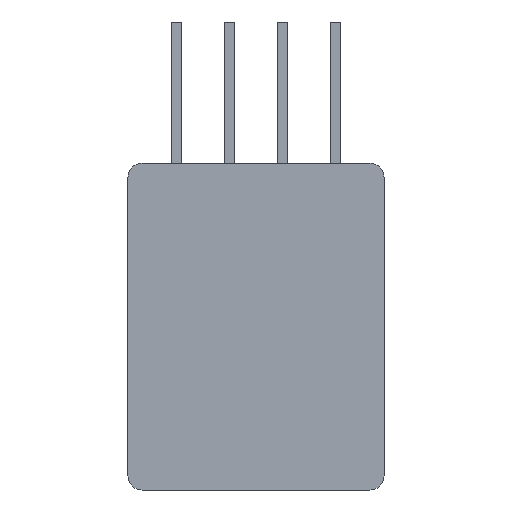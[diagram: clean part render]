
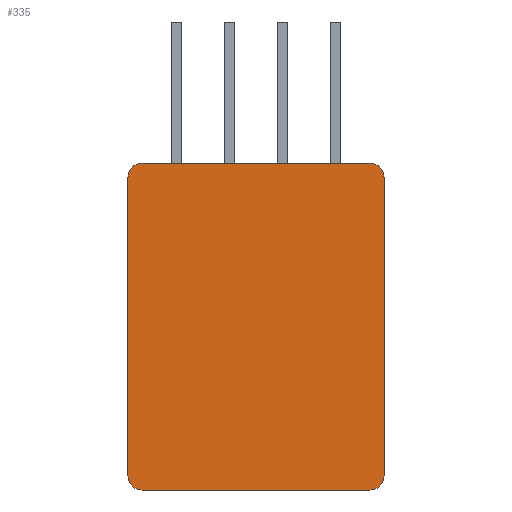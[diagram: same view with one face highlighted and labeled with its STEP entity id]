
A CAD part, front view. The second image highlights one B-rep face of the part: STEP entity #335.
In plain terms, the highlighted planar face has unit normal (0, -1, 0).
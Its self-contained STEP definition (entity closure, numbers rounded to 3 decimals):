
#220=CARTESIAN_POINT('',(-6.35,0.0,7.4));
#221=VERTEX_POINT('',#220);
#228=CARTESIAN_POINT('',(-5.65,0.0,8.1));
#229=VERTEX_POINT('',#228);
#230=CARTESIAN_POINT('',(-5.65,0.0,7.4));
#231=DIRECTION('',(0.0,1.0,0.0));
#232=DIRECTION('',(-0.707,0.0,0.707));
#233=AXIS2_PLACEMENT_3D('',#230,#231,#232);
#234=CIRCLE('',#233,0.7);
#235=EDGE_CURVE('',#221,#229,#234,.T.);
#252=CARTESIAN_POINT('',(5.65,0.0,8.1));
#253=VERTEX_POINT('',#252);
#254=CARTESIAN_POINT('',(5.65,0.0,8.1));
#255=DIRECTION('',(-1.0,0.0,0.0));
#256=VECTOR('',#255,11.3);
#257=LINE('',#254,#256);
#258=EDGE_CURVE('',#253,#229,#257,.T.);
#277=CARTESIAN_POINT('',(0.,0.0,0.0));
#278=DIRECTION('',(0.0,1.0,0.0));
#279=DIRECTION('',(0.0,0.0,1.0));
#280=AXIS2_PLACEMENT_3D('',#277,#278,#279);
#281=PLANE('',#280);
#282=ORIENTED_EDGE('',*,*,#235,.F.);
#283=CARTESIAN_POINT('',(-6.35,0.0,-7.4));
#284=VERTEX_POINT('',#283);
#285=CARTESIAN_POINT('',(-6.35,0.0,7.4));
#286=DIRECTION('',(0.0,0.0,-1.0));
#287=VECTOR('',#286,14.8);
#288=LINE('',#285,#287);
#289=EDGE_CURVE('',#221,#284,#288,.T.);
#290=ORIENTED_EDGE('',*,*,#289,.T.);
#291=CARTESIAN_POINT('',(-5.65,0.0,-8.1));
#292=VERTEX_POINT('',#291);
#293=CARTESIAN_POINT('',(-5.65,0.0,-7.4));
#294=DIRECTION('',(0.0,1.0,0.0));
#295=DIRECTION('',(-0.707,0.0,-0.707));
#296=AXIS2_PLACEMENT_3D('',#293,#294,#295);
#297=CIRCLE('',#296,0.7);
#298=EDGE_CURVE('',#292,#284,#297,.T.);
#299=ORIENTED_EDGE('',*,*,#298,.F.);
#300=CARTESIAN_POINT('',(5.65,0.0,-8.1));
#301=VERTEX_POINT('',#300);
#302=CARTESIAN_POINT('',(-5.65,0.0,-8.1));
#303=DIRECTION('',(1.0,0.0,0.0));
#304=VECTOR('',#303,11.3);
#305=LINE('',#302,#304);
#306=EDGE_CURVE('',#292,#301,#305,.T.);
#307=ORIENTED_EDGE('',*,*,#306,.T.);
#308=CARTESIAN_POINT('',(6.35,0.0,-7.4));
#309=VERTEX_POINT('',#308);
#310=CARTESIAN_POINT('',(5.65,0.0,-7.4));
#311=DIRECTION('',(0.0,1.0,0.0));
#312=DIRECTION('',(0.707,0.0,-0.707));
#313=AXIS2_PLACEMENT_3D('',#310,#311,#312);
#314=CIRCLE('',#313,0.7);
#315=EDGE_CURVE('',#309,#301,#314,.T.);
#316=ORIENTED_EDGE('',*,*,#315,.F.);
#317=CARTESIAN_POINT('',(6.35,0.0,7.4));
#318=VERTEX_POINT('',#317);
#319=CARTESIAN_POINT('',(6.35,0.0,-7.4));
#320=DIRECTION('',(0.0,0.0,1.0));
#321=VECTOR('',#320,14.8);
#322=LINE('',#319,#321);
#323=EDGE_CURVE('',#309,#318,#322,.T.);
#324=ORIENTED_EDGE('',*,*,#323,.T.);
#325=CARTESIAN_POINT('',(5.65,0.0,7.4));
#326=DIRECTION('',(0.0,1.0,0.0));
#327=DIRECTION('',(0.707,0.0,0.707));
#328=AXIS2_PLACEMENT_3D('',#325,#326,#327);
#329=CIRCLE('',#328,0.7);
#330=EDGE_CURVE('',#253,#318,#329,.T.);
#331=ORIENTED_EDGE('',*,*,#330,.F.);
#332=ORIENTED_EDGE('',*,*,#258,.T.);
#333=EDGE_LOOP('',(#282,#290,#299,#307,#316,#324,#331,#332));
#334=FACE_OUTER_BOUND('',#333,.T.);
#335=ADVANCED_FACE('',(#334),#281,.F.);
